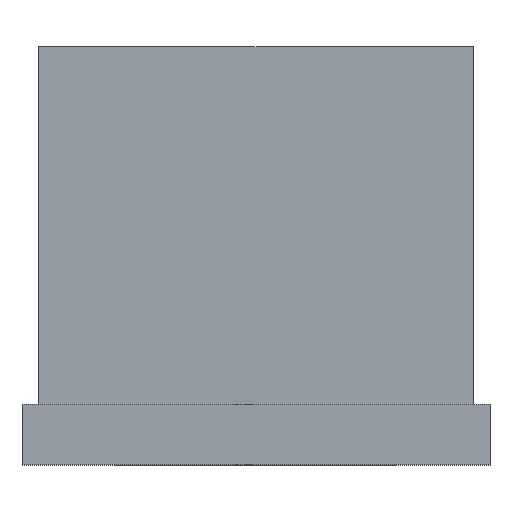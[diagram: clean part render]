
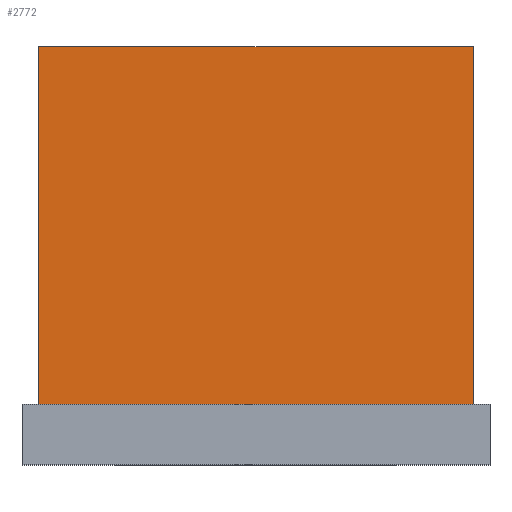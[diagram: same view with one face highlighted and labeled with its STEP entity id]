
A CAD part, top view. The second image highlights one B-rep face of the part: STEP entity #2772.
In plain terms, the highlighted planar face has unit normal (0, 0, 1).
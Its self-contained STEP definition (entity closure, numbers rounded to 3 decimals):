
#2733=CARTESIAN_POINT('',(0.,0.65,12.3));
#2734=DIRECTION('',(0.,-0.,1.));
#2735=DIRECTION('',(1.,0.,-0.));
#2736=AXIS2_PLACEMENT_3D('',#2733,#2734,#2735);
#2737=PLANE('',#2736);
#2738=CARTESIAN_POINT('',(-6.5,-4.7,12.3));
#2739=VERTEX_POINT('',#2738);
#2740=CARTESIAN_POINT('',(6.5,-4.7,12.3));
#2741=VERTEX_POINT('',#2740);
#2742=CARTESIAN_POINT('',(-6.5,-4.7,12.3));
#2743=DIRECTION('',(1.,0.,-0.));
#2744=VECTOR('',#2743,130.);
#2745=LINE('',#2742,#2744);
#2746=EDGE_CURVE('',#2739,#2741,#2745,.T.);
#2747=ORIENTED_EDGE('',*,*,#2746,.T.);
#2748=CARTESIAN_POINT('',(6.5,6.,12.3));
#2749=VERTEX_POINT('',#2748);
#2750=CARTESIAN_POINT('',(6.5,54.15,12.3));
#2751=DIRECTION('',(0.,-1.,-0.));
#2752=VECTOR('',#2751,107.);
#2753=LINE('',#2750,#2752);
#2754=EDGE_CURVE('',#2749,#2741,#2753,.T.);
#2755=ORIENTED_EDGE('',*,*,#2754,.F.);
#2756=CARTESIAN_POINT('',(-6.5,6.,12.3));
#2757=VERTEX_POINT('',#2756);
#2758=CARTESIAN_POINT('',(-65.,6.,12.3));
#2759=DIRECTION('',(1.,0.,-0.));
#2760=VECTOR('',#2759,130.);
#2761=LINE('',#2758,#2760);
#2762=EDGE_CURVE('',#2757,#2749,#2761,.T.);
#2763=ORIENTED_EDGE('',*,*,#2762,.F.);
#2764=CARTESIAN_POINT('',(-6.5,-52.85,12.3));
#2765=DIRECTION('',(0.,1.,0.));
#2766=VECTOR('',#2765,107.);
#2767=LINE('',#2764,#2766);
#2768=EDGE_CURVE('',#2739,#2757,#2767,.T.);
#2769=ORIENTED_EDGE('',*,*,#2768,.F.);
#2770=EDGE_LOOP('',(#2747,#2755,#2763,#2769));
#2771=FACE_BOUND('',#2770,.T.);
#2772=ADVANCED_FACE('',(#2771),#2737,.T.);
